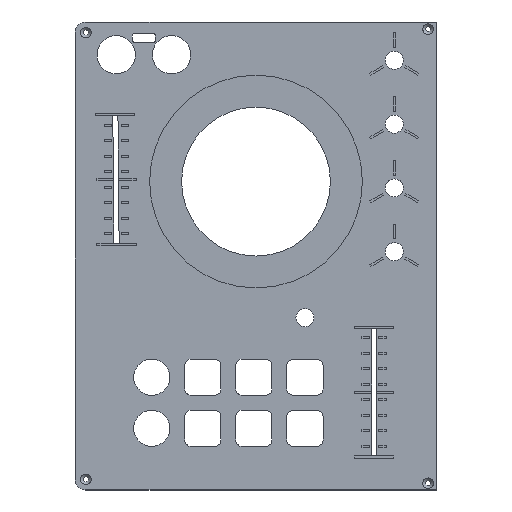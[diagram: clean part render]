
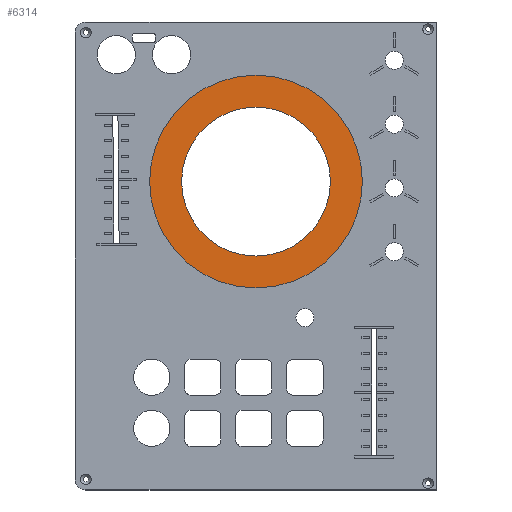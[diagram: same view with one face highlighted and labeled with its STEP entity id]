
A CAD part, top view. The second image highlights one B-rep face of the part: STEP entity #6314.
In plain terms, the highlighted planar face has unit normal (0, 0, 1).
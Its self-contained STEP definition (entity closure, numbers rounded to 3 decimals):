
#154=FACE_BOUND('',#792,.T.);
#246=CIRCLE('',#6767,50.);
#247=CIRCLE('',#6769,35.);
#353=FACE_OUTER_BOUND('',#791,.T.);
#791=EDGE_LOOP('',(#4937));
#792=EDGE_LOOP('',(#4938));
#3070=VERTEX_POINT('',#9770);
#3071=VERTEX_POINT('',#9774);
#3761=EDGE_CURVE('',#3070,#3070,#246,.T.);
#3762=EDGE_CURVE('',#3071,#3071,#247,.T.);
#4937=ORIENTED_EDGE('',*,*,#3761,.F.);
#4938=ORIENTED_EDGE('',*,*,#3762,.F.);
#5993=PLANE('',#6768);
#6314=ADVANCED_FACE('',(#353,#154),#5993,.F.);
#6767=AXIS2_PLACEMENT_3D('',#9772,#7847,#7848);
#6768=AXIS2_PLACEMENT_3D('',#9773,#7849,#7850);
#6769=AXIS2_PLACEMENT_3D('',#9775,#7851,#7852);
#7847=DIRECTION('center_axis',(0.,0.,-1.));
#7848=DIRECTION('ref_axis',(1.,0.,0.));
#7849=DIRECTION('center_axis',(0.,0.,-1.));
#7850=DIRECTION('ref_axis',(1.,0.,0.));
#7851=DIRECTION('center_axis',(0.,0.,1.));
#7852=DIRECTION('ref_axis',(1.,0.,0.));
#9770=CARTESIAN_POINT('',(-10.,125.,29.));
#9772=CARTESIAN_POINT('Origin',(40.,125.,29.));
#9773=CARTESIAN_POINT('Origin',(40.,125.,29.));
#9774=CARTESIAN_POINT('',(5.,125.,29.));
#9775=CARTESIAN_POINT('Origin',(40.,125.,29.));
